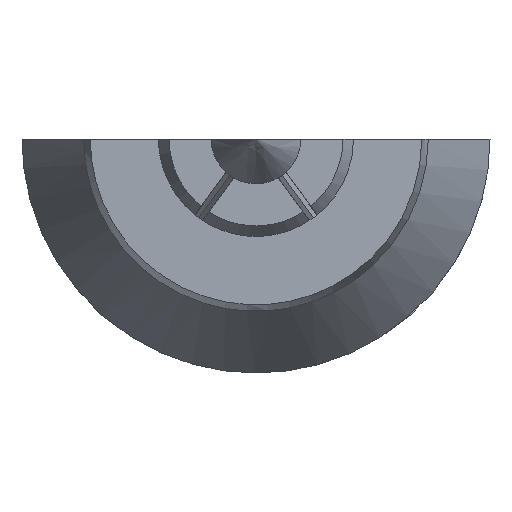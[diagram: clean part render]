
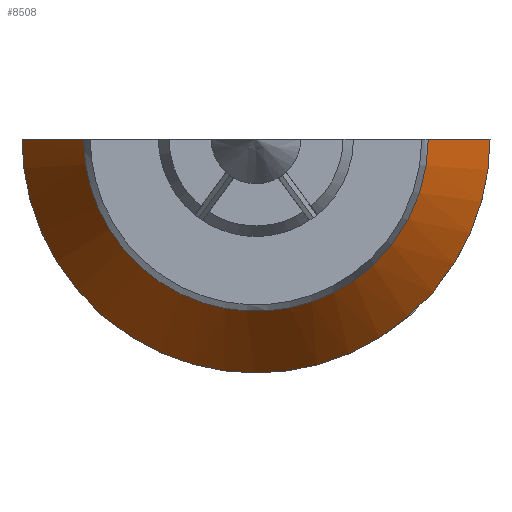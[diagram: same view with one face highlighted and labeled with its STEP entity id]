
A CAD part, left-side view. The second image highlights one B-rep face of the part: STEP entity #8508.
In plain terms, the highlighted free-form (B-spline) face has degree [2, 1] with [5, 2] control points.
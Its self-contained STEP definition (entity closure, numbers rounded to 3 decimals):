
#8469 = VERTEX_POINT('',#8470);
#8470 = CARTESIAN_POINT('',(-262.755,-66.07,
    110.02));
#8476 = EDGE_CURVE('',#8469,#8477,#8479,.T.);
#8477 = VERTEX_POINT('',#8478);
#8478 = CARTESIAN_POINT('',(-262.755,56.298,
    110.02));
#8479 = ( BOUNDED_CURVE() B_SPLINE_CURVE(2,(#8480,#8481,#8482,#8483,
#8484),.UNSPECIFIED.,.F.,.F.) B_SPLINE_CURVE_WITH_KNOTS((3,2,3),(0.,
1.571,3.142),.PIECEWISE_BEZIER_KNOTS.) CURVE() 
GEOMETRIC_REPRESENTATION_ITEM() RATIONAL_B_SPLINE_CURVE((1.,
0.707,1.,0.707,1.)) REPRESENTATION_ITEM('') );
#8480 = CARTESIAN_POINT('',(-262.755,-66.07,
    110.02));
#8481 = CARTESIAN_POINT('',(-262.755,-66.07,
    48.836));
#8482 = CARTESIAN_POINT('',(-262.755,-4.886,
    48.836));
#8483 = CARTESIAN_POINT('',(-262.755,56.298,
    48.836));
#8484 = CARTESIAN_POINT('',(-262.755,56.298,
    110.02));
#8508 = ADVANCED_FACE('',(#8509),#8534,.T.);
#8509 = FACE_BOUND('',#8510,.T.);
#8510 = EDGE_LOOP('',(#8511,#8518,#8528,#8533));
#8511 = ORIENTED_EDGE('',*,*,#8512,.F.);
#8512 = EDGE_CURVE('',#8513,#8477,#8515,.T.);
#8513 = VERTEX_POINT('',#8514);
#8514 = CARTESIAN_POINT('',(-229.708,78.235,
    110.02));
#8515 = B_SPLINE_CURVE_WITH_KNOTS('',1,(#8516,#8517),.UNSPECIFIED.,.F.,
  .F.,(2,2),(-108.517,-79.877),.PIECEWISE_BEZIER_KNOTS.);
#8516 = CARTESIAN_POINT('',(-229.708,78.235,
    110.02));
#8517 = CARTESIAN_POINT('',(-262.755,56.298,
    110.02));
#8518 = ORIENTED_EDGE('',*,*,#8519,.F.);
#8519 = EDGE_CURVE('',#8520,#8513,#8522,.T.);
#8520 = VERTEX_POINT('',#8521);
#8521 = CARTESIAN_POINT('',(-229.708,-88.007,
    110.02));
#8522 = ( BOUNDED_CURVE() B_SPLINE_CURVE(2,(#8523,#8524,#8525,#8526,
#8527),.UNSPECIFIED.,.F.,.F.) B_SPLINE_CURVE_WITH_KNOTS((3,2,3),(0.,
1.571,3.142),.PIECEWISE_BEZIER_KNOTS.) CURVE() 
GEOMETRIC_REPRESENTATION_ITEM() RATIONAL_B_SPLINE_CURVE((1.,
0.707,1.,0.707,1.)) REPRESENTATION_ITEM('') );
#8523 = CARTESIAN_POINT('',(-229.708,-88.007,
    110.02));
#8524 = CARTESIAN_POINT('',(-229.708,-88.007,
    26.898));
#8525 = CARTESIAN_POINT('',(-229.708,-4.886,
    26.898));
#8526 = CARTESIAN_POINT('',(-229.708,78.235,
    26.898));
#8527 = CARTESIAN_POINT('',(-229.708,78.235,
    110.02));
#8528 = ORIENTED_EDGE('',*,*,#8529,.F.);
#8529 = EDGE_CURVE('',#8469,#8520,#8530,.T.);
#8530 = B_SPLINE_CURVE_WITH_KNOTS('',1,(#8531,#8532),.UNSPECIFIED.,.F.,
  .F.,(2,2),(79.877,108.517),.PIECEWISE_BEZIER_KNOTS.);
#8531 = CARTESIAN_POINT('',(-262.755,-66.07,
    110.02));
#8532 = CARTESIAN_POINT('',(-229.708,-88.007,
    110.02));
#8533 = ORIENTED_EDGE('',*,*,#8476,.T.);
#8534 = ( BOUNDED_SURFACE() B_SPLINE_SURFACE(2,1,(
    (#8535,#8536)
    ,(#8537,#8538)
    ,(#8539,#8540)
    ,(#8541,#8542)
    ,(#8543,#8544
)),.UNSPECIFIED.,.F.,.F.,.F.) B_SPLINE_SURFACE_WITH_KNOTS((3,2,3),(2,2),
  (0.,1.571,3.142),(-28.64,0.),
.PIECEWISE_BEZIER_KNOTS.) GEOMETRIC_REPRESENTATION_ITEM() 
RATIONAL_B_SPLINE_SURFACE((
    (1.,1.)
    ,(0.707,0.707)
    ,(1.,1.)
    ,(0.707,0.707)
,(1.,1.))) REPRESENTATION_ITEM('') SURFACE() );
#8535 = CARTESIAN_POINT('',(-262.755,-66.07,
    110.02));
#8536 = CARTESIAN_POINT('',(-229.708,-88.007,
    110.02));
#8537 = CARTESIAN_POINT('',(-262.755,-66.07,
    48.836));
#8538 = CARTESIAN_POINT('',(-229.708,-88.007,
    26.898));
#8539 = CARTESIAN_POINT('',(-262.755,-4.886,
    48.836));
#8540 = CARTESIAN_POINT('',(-229.708,-4.886,
    26.898));
#8541 = CARTESIAN_POINT('',(-262.755,56.298,
    48.836));
#8542 = CARTESIAN_POINT('',(-229.708,78.235,
    26.898));
#8543 = CARTESIAN_POINT('',(-262.755,56.298,
    110.02));
#8544 = CARTESIAN_POINT('',(-229.708,78.235,
    110.02));
